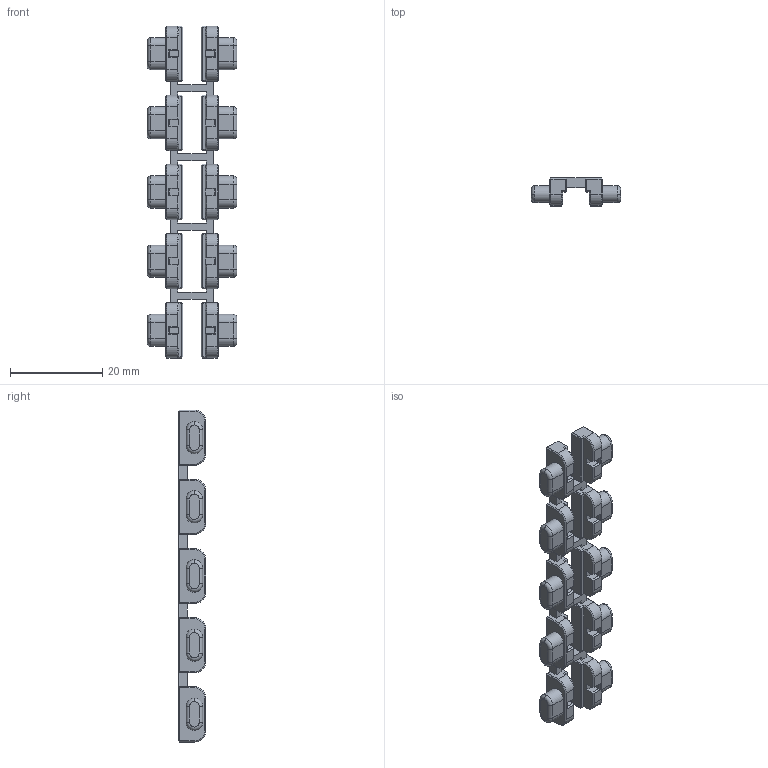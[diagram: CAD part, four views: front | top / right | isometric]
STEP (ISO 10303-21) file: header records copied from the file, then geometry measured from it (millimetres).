
FILE_DESCRIPTION (( 'STEP AP214' ), '1' );
FILE_NAME ('Slide_switch_cover_x10.STEP', '2024-09-19T02:54:41', ( '' ), ( '' ), 'SwSTEP 2.0', 'SolidWorks 2024', '' );
FILE_SCHEMA (( 'AUTOMOTIVE_DESIGN' ));
Length unit declared in the file: millimetre
Products named in the file (1): Slide_switch_cover_x10
Bounding box: 19.4 x 6 x 72 mm (x, y, z)
Volume: 3203 mm3; surface area: 3488.2 mm2
Topology: 1 solids, 1 shells, 583 faces, 1382 edges, 808 vertices
Faces by surface type: plane 443, cylinder 70, cone 40, torus 30
Entity records: 16241 total; most frequent: DIRECTION 2780, CARTESIAN_POINT 2774, ORIENTED_EDGE 2764, EDGE_CURVE 1382, VECTOR 1152, LINE 1152, AXIS2_PLACEMENT_3D 814, VERTEX_POINT 808
